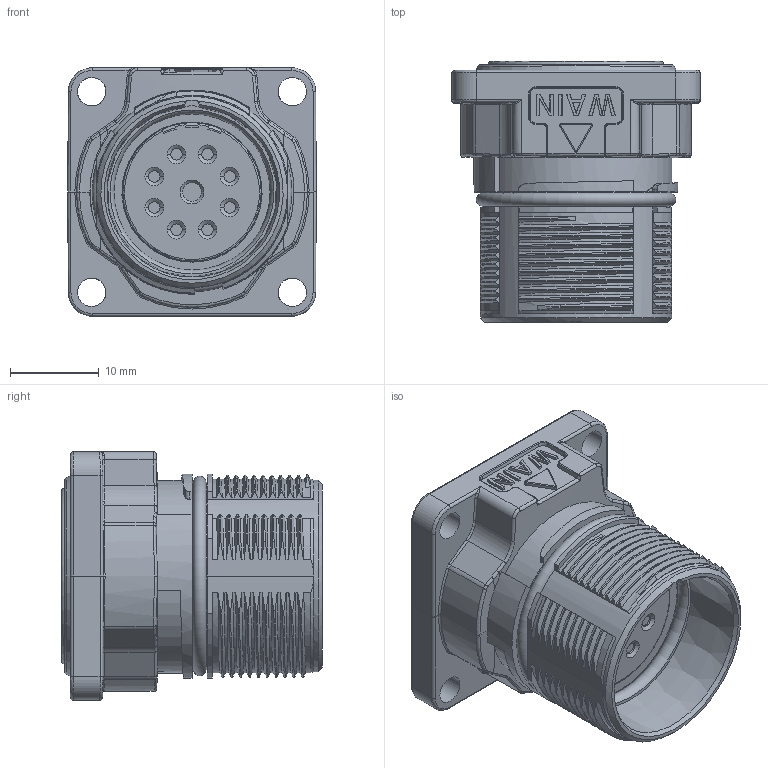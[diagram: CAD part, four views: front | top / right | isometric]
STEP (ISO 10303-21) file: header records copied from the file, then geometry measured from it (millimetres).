
FILE_DESCRIPTION(/* description */ (''),/* implementation_level */ '2;1');
FILE_NAME(/* name */ 'QQQ.stp',/* time_stamp */ '2024-01-03T19:21:21+08:00',/* author */ (''),/* organization */ (''),/* preprocessor_version */ 'ST-DEVELOPER v18.1',/* originating_system */ 'SIEMENS PLM Software NX 1980',/* authorisation */ '');
FILE_SCHEMA (('AUTOMOTIVE_DESIGN { 1 0 10303 214 3 1 1 1 }'));
Length unit declared in the file: millimetre
Products named in the file (1): QQQ
Bounding box: 28 x 29.4 x 28 mm (x, y, z)
Volume: 10354.7 mm3; surface area: 6056.7 mm2
Topology: 1 solids, 7 shells, 708 faces, 1864 edges, 1182 vertices
Faces by surface type: cylinder 244, plane 182, cone 182, torus 63, sphere 22, bspline 11, revolution 2, extrusion 2
Full cylindrical faces by diameter (mm): 1.3 x1, 3.2 x4, 15.8 x1, 19.8 x1, 20 x1, 20.7 x1, 21.15 x2, 21.55 x1
Entity records: 27033 total; most frequent: CARTESIAN_POINT 7309, ORIENTED_EDGE 3612, DIRECTION 2630, EDGE_CURVE 1806, VERTEX_POINT 1163, AXIS2_PLACEMENT_3D 1056, B_SPLINE_CURVE_WITH_KNOTS 928, EDGE_LOOP 780
